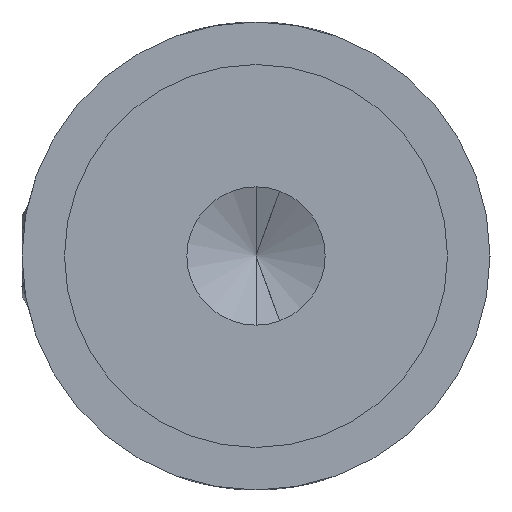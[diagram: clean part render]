
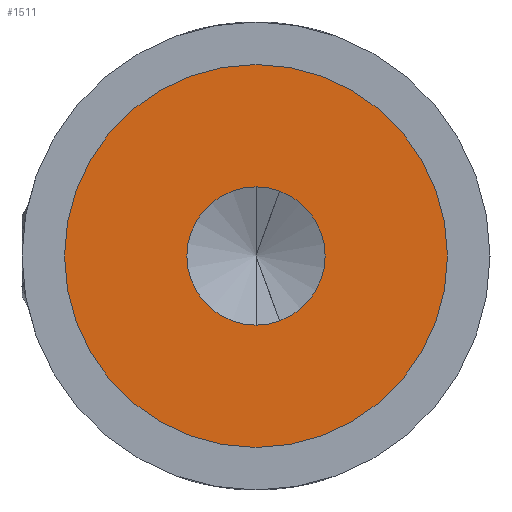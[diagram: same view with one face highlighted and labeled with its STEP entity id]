
A CAD part, left-side view. The second image highlights one B-rep face of the part: STEP entity #1511.
In plain terms, the highlighted planar face has unit normal (-1, 0, 0).
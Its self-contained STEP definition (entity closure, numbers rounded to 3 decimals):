
#17 = EDGE_LOOP ( 'NONE', ( #1372, #1505 ) ) ;
#95 = DIRECTION ( 'NONE',  ( -1., 0., 0. ) ) ;
#107 = CIRCLE ( 'NONE', #2638, 3.25 ) ;
#120 = ORIENTED_EDGE ( 'NONE', *, *, #2533, .T. ) ;
#211 = PLANE ( 'NONE',  #1476 ) ;
#246 = DIRECTION ( 'NONE',  ( -1., 0., 0. ) ) ;
#396 = AXIS2_PLACEMENT_3D ( 'NONE', #2323, #246, #885 ) ;
#613 = DIRECTION ( 'NONE',  ( 1., 0., 0. ) ) ;
#719 = EDGE_LOOP ( 'NONE', ( #1082, #120 ) ) ;
#728 = FACE_BOUND ( 'NONE', #17, .T. ) ;
#762 = VERTEX_POINT ( 'NONE', #2104 ) ;
#809 = DIRECTION ( 'NONE',  ( -1., 0., 0. ) ) ;
#885 = DIRECTION ( 'NONE',  ( 0., 0., 1. ) ) ;
#950 = DIRECTION ( 'NONE',  ( 0., 0., 1. ) ) ;
#1018 = CARTESIAN_POINT ( 'NONE',  ( 2., 3.25, 0. ) ) ;
#1031 = EDGE_CURVE ( 'NONE', #2211, #2328, #1789, .T. ) ;
#1082 = ORIENTED_EDGE ( 'NONE', *, *, #2619, .T. ) ;
#1235 = CARTESIAN_POINT ( 'NONE',  ( 2., 0., -3.25 ) ) ;
#1364 = DIRECTION ( 'NONE',  ( -1., 0., 0. ) ) ;
#1372 = ORIENTED_EDGE ( 'NONE', *, *, #2076, .F. ) ;
#1463 = AXIS2_PLACEMENT_3D ( 'NONE', #1568, #95, #950 ) ;
#1476 = AXIS2_PLACEMENT_3D ( 'NONE', #1018, #613, #2650 ) ;
#1505 = ORIENTED_EDGE ( 'NONE', *, *, #1031, .F. ) ;
#1511 = ADVANCED_FACE ( 'NONE', ( #728, #2414 ), #211, .F. ) ;
#1568 = CARTESIAN_POINT ( 'NONE',  ( 2., 0., 0. ) ) ;
#1569 = VERTEX_POINT ( 'NONE', #2290 ) ;
#1602 = CARTESIAN_POINT ( 'NONE',  ( 2., 0., 3.25 ) ) ;
#1613 = CARTESIAN_POINT ( 'NONE',  ( 2., 0., 0. ) ) ;
#1789 = CIRCLE ( 'NONE', #2237, 3.25 ) ;
#1794 = CIRCLE ( 'NONE', #1463, 9. ) ;
#1979 = CIRCLE ( 'NONE', #396, 9. ) ;
#2076 = EDGE_CURVE ( 'NONE', #2328, #2211, #107, .T. ) ;
#2104 = CARTESIAN_POINT ( 'NONE',  ( 2., 0., 9. ) ) ;
#2211 = VERTEX_POINT ( 'NONE', #1235 ) ;
#2237 = AXIS2_PLACEMENT_3D ( 'NONE', #2565, #1364, #2360 ) ;
#2290 = CARTESIAN_POINT ( 'NONE',  ( 2., 0., -9. ) ) ;
#2323 = CARTESIAN_POINT ( 'NONE',  ( 2., 0., 0. ) ) ;
#2328 = VERTEX_POINT ( 'NONE', #1602 ) ;
#2360 = DIRECTION ( 'NONE',  ( 0., 0., 1. ) ) ;
#2414 = FACE_OUTER_BOUND ( 'NONE', #719, .T. ) ;
#2425 = DIRECTION ( 'NONE',  ( 0., 0., 1. ) ) ;
#2533 = EDGE_CURVE ( 'NONE', #1569, #762, #1979, .T. ) ;
#2565 = CARTESIAN_POINT ( 'NONE',  ( 2., 0., 0. ) ) ;
#2619 = EDGE_CURVE ( 'NONE', #762, #1569, #1794, .T. ) ;
#2638 = AXIS2_PLACEMENT_3D ( 'NONE', #1613, #809, #2425 ) ;
#2650 = DIRECTION ( 'NONE',  ( 0., 0., -1. ) ) ;
